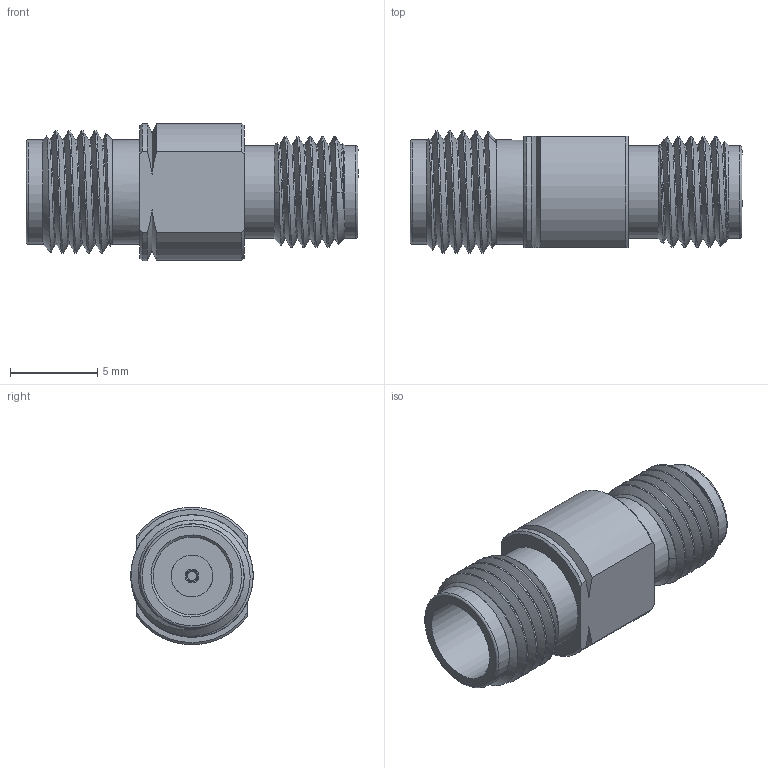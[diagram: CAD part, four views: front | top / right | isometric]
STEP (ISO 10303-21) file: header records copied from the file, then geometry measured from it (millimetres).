
FILE_DESCRIPTION (( 'STEP AP203' ), '1' );
FILE_NAME ('PE91499_3D.step', '2021-09-01T15:16:03', ( '' ), ( '' ), 'SwSTEP 2.0', 'SolidWorks 2021', '' );
FILE_SCHEMA (( 'CONFIG_CONTROL_DESIGN' ));
Length unit declared in the file: inch
Products named in the file (1): PE91499_3D
Bounding box: 19 x 7 x 7.85 mm (x, y, z)
Volume: 503.3 mm3; surface area: 747.4 mm2
Topology: 1 solids, 1 shells, 99 faces, 254 edges, 169 vertices
Faces by surface type: plane 48, cone 25, cylinder 18, bspline 7, torus 1
Full cylindrical faces by diameter (mm): 0.533 x1, 0.787 x1, 0.914 x1, 1.168 x1, 2.4 x1, 2.92 x1, 4.572 x1, 4.699 x1, 5.3 x2, 5.963 x2
Entity records: 5061 total; most frequent: CARTESIAN_POINT 2812, ORIENTED_EDGE 444, DIRECTION 434, EDGE_CURVE 222, AXIS2_PLACEMENT_3D 178, VERTEX_POINT 157, EDGE_LOOP 127, FACE_OUTER_BOUND 111
